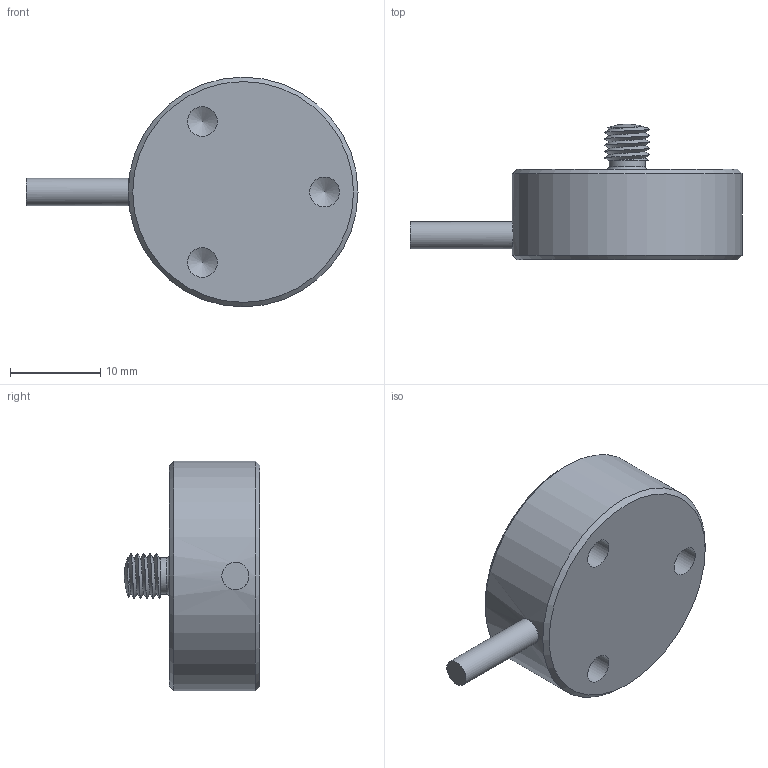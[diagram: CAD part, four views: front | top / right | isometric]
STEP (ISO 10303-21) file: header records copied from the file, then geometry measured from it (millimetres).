
FILE_DESCRIPTION(/* description */ (''),/* implementation_level */ '2;1');
FILE_NAME(/* name */ '247AS-(500-2000)kg v1.step',/* time_stamp */ '2020-01-21T14:32:22-08:00',/* author */ (''),/* organization */ (''),/* preprocessor_version */ 'ST-DEVELOPER v18',/* originating_system */ 'Autodesk Translation Framework v8.12.0.6',/* authorisation */ '');
FILE_SCHEMA (('AUTOMOTIVE_DESIGN { 1 0 10303 214 3 1 1 }'));
Length unit declared in the file: millimetre
Products named in the file (1): 247AS-(500-2000)kg
Bounding box: 36.7 x 15 x 25.4 mm (x, y, z)
Volume: 4984.6 mm3; surface area: 2239.7 mm2
Topology: 1 solids, 1 shells, 27 faces, 73 edges, 50 vertices
Faces by surface type: cylinder 13, cone 5, plane 5, bspline 2, sphere 1, torus 1
Full cylindrical faces by diameter (mm): 3 x1, 3.3 x3, 4 x1, 5 x4, 25.4 x1
Entity records: 2880 total; most frequent: CARTESIAN_POINT 2191, ORIENTED_EDGE 140, DIRECTION 132, EDGE_CURVE 70, AXIS2_PLACEMENT_3D 58, VERTEX_POINT 50, EDGE_LOOP 32, CIRCLE 32
